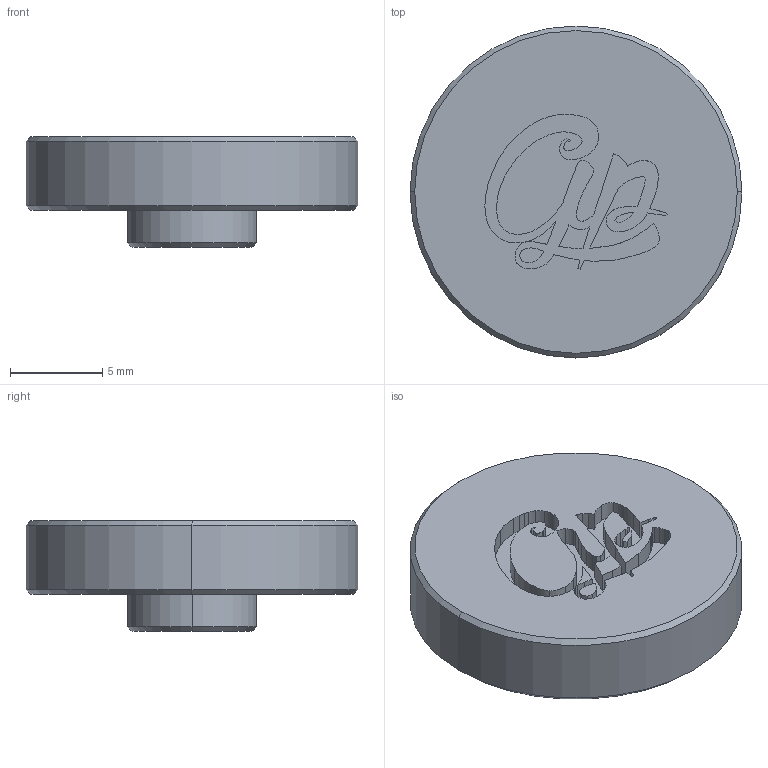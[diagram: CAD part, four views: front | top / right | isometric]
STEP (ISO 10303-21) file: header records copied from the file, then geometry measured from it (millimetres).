
FILE_DESCRIPTION (( 'STEP AP203' ), '1' );
FILE_NAME ('gorge profonde 02.STEP', '2019-06-22T18:35:02', ( ' ' ), ( ' ' ), 'SwSTEP 2.0', 'SolidWorks 2007', '' );
FILE_SCHEMA (( 'CONFIG_CONTROL_DESIGN' ));
Length unit declared in the file: millimetre
Products named in the file (1): gorge profonde 02
Bounding box: 18 x 18 x 6 mm (x, y, z)
Volume: 1060.3 mm3; surface area: 851.6 mm2
Topology: 1 solids, 1 shells, 183 faces, 519 edges, 344 vertices
Faces by surface type: plane 86, bspline 71, cylinder 20, cone 6
Entity records: 14874 total; most frequent: CARTESIAN_POINT 10490, ORIENTED_EDGE 1038, DIRECTION 649, EDGE_CURVE 519, VERTEX_POINT 344, VECTOR 331, LINE 331, EDGE_LOOP 189
